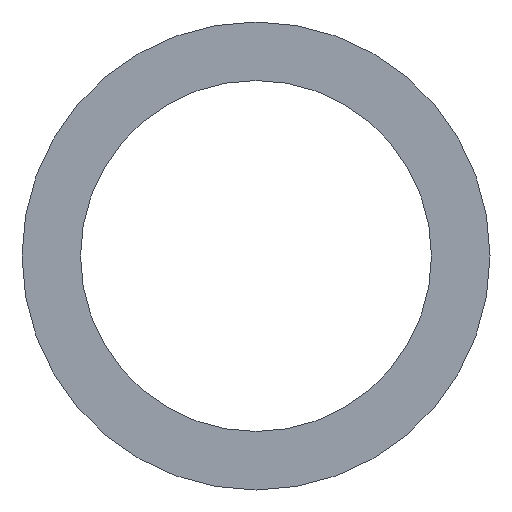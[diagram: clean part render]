
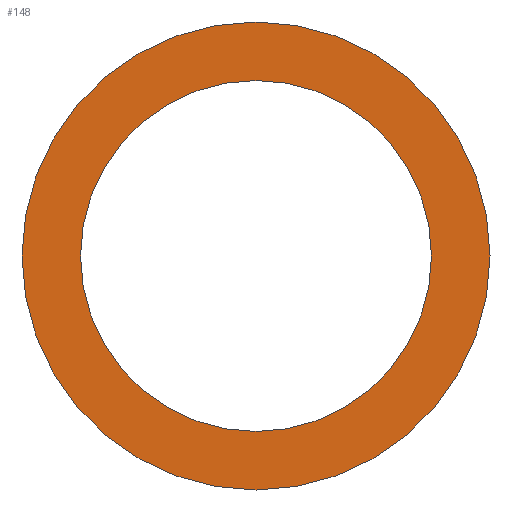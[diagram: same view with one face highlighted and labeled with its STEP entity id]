
A CAD part, front view. The second image highlights one B-rep face of the part: STEP entity #148.
In plain terms, the highlighted planar face has unit normal (0, -1, 0).
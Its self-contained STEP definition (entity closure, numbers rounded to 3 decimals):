
#6 = EDGE_CURVE ( 'NONE', #92, #49, #249, .T. ) ;
#8 = ORIENTED_EDGE ( 'NONE', *, *, #156, .T. ) ;
#9 = DIRECTION ( 'NONE',  ( 0., 1., 0. ) ) ;
#11 = CARTESIAN_POINT ( 'NONE',  ( 0., 0., 3. ) ) ;
#13 = CIRCLE ( 'NONE', #179, 4. ) ;
#14 = CARTESIAN_POINT ( 'NONE',  ( 0., 0., 0. ) ) ;
#30 = CARTESIAN_POINT ( 'NONE',  ( 0., 0., -3. ) ) ;
#40 = DIRECTION ( 'NONE',  ( 0., 0., 1. ) ) ;
#49 = VERTEX_POINT ( 'NONE', #11 ) ;
#52 = EDGE_CURVE ( 'NONE', #85, #223, #13, .T. ) ;
#60 = AXIS2_PLACEMENT_3D ( 'NONE', #14, #146, #222 ) ;
#77 = ORIENTED_EDGE ( 'NONE', *, *, #79, .F. ) ;
#79 = EDGE_CURVE ( 'NONE', #223, #85, #127, .T. ) ;
#81 = FACE_BOUND ( 'NONE', #104, .T. ) ;
#84 = DIRECTION ( 'NONE',  ( 0., 1., 0. ) ) ;
#85 = VERTEX_POINT ( 'NONE', #86 ) ;
#86 = CARTESIAN_POINT ( 'NONE',  ( 0., 0., 4. ) ) ;
#87 = CARTESIAN_POINT ( 'NONE',  ( 0., 0., 0. ) ) ;
#88 = PLANE ( 'NONE',  #184 ) ;
#89 = CIRCLE ( 'NONE', #60, 3. ) ;
#92 = VERTEX_POINT ( 'NONE', #30 ) ;
#98 = AXIS2_PLACEMENT_3D ( 'NONE', #117, #9, #40 ) ;
#104 = EDGE_LOOP ( 'NONE', ( #110, #8 ) ) ;
#105 = DIRECTION ( 'NONE',  ( 0., 0., 1. ) ) ;
#110 = ORIENTED_EDGE ( 'NONE', *, *, #6, .T. ) ;
#117 = CARTESIAN_POINT ( 'NONE',  ( 0., 0., 0. ) ) ;
#125 = DIRECTION ( 'NONE',  ( 0., 1., 0. ) ) ;
#127 = CIRCLE ( 'NONE', #206, 4. ) ;
#143 = DIRECTION ( 'NONE',  ( 0., 0., 1. ) ) ;
#146 = DIRECTION ( 'NONE',  ( 0., 1., 0. ) ) ;
#148 = ADVANCED_FACE ( 'NONE', ( #194, #81 ), #88, .F. ) ;
#156 = EDGE_CURVE ( 'NONE', #49, #92, #89, .T. ) ;
#179 = AXIS2_PLACEMENT_3D ( 'NONE', #87, #125, #143 ) ;
#184 = AXIS2_PLACEMENT_3D ( 'NONE', #220, #84, #244 ) ;
#187 = CARTESIAN_POINT ( 'NONE',  ( 0., 0., 0. ) ) ;
#188 = EDGE_LOOP ( 'NONE', ( #77, #237 ) ) ;
#194 = FACE_OUTER_BOUND ( 'NONE', #188, .T. ) ;
#201 = DIRECTION ( 'NONE',  ( 0., 1., 0. ) ) ;
#206 = AXIS2_PLACEMENT_3D ( 'NONE', #187, #201, #105 ) ;
#220 = CARTESIAN_POINT ( 'NONE',  ( 0., 0., 0. ) ) ;
#222 = DIRECTION ( 'NONE',  ( 0., 0., 1. ) ) ;
#223 = VERTEX_POINT ( 'NONE', #243 ) ;
#237 = ORIENTED_EDGE ( 'NONE', *, *, #52, .F. ) ;
#243 = CARTESIAN_POINT ( 'NONE',  ( 0., 0., -4. ) ) ;
#244 = DIRECTION ( 'NONE',  ( 0., 0., 1. ) ) ;
#249 = CIRCLE ( 'NONE', #98, 3. ) ;
